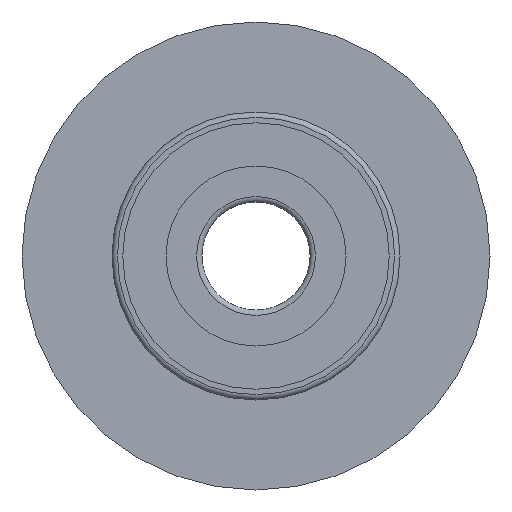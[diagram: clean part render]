
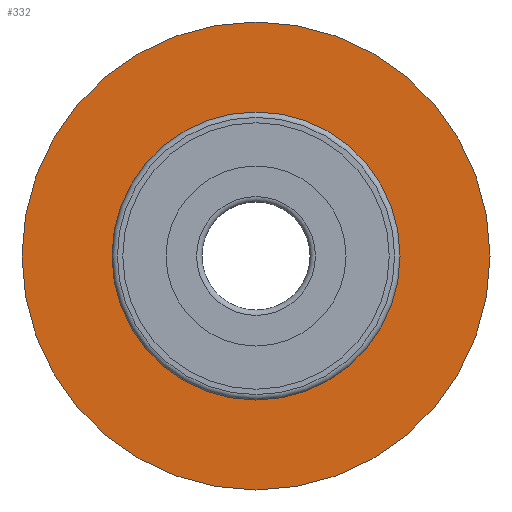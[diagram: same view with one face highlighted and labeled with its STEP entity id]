
A CAD part, left-side view. The second image highlights one B-rep face of the part: STEP entity #332.
In plain terms, the highlighted planar face has unit normal (-1, 0, 0).
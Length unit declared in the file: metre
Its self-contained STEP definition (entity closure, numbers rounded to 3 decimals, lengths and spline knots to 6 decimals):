
#41=PLANE('',#487);
#94=ORIENTED_EDGE('',*,*,#115,.T.);
#95=ORIENTED_EDGE('',*,*,#125,.F.);
#115=EDGE_CURVE('',#143,#143,#171,.T.);
#125=EDGE_CURVE('',#153,#153,#181,.T.);
#143=VERTEX_POINT('',#655);
#153=VERTEX_POINT('',#685);
#171=CIRCLE('',#466,0.0065);
#181=CIRCLE('',#486,0.004);
#234=EDGE_LOOP('',(#94));
#235=EDGE_LOOP('',(#95));
#290=FACE_BOUND('',#234,.T.);
#291=FACE_BOUND('',#235,.T.);
#332=ADVANCED_FACE('',(#290,#291),#41,.F.);
#466=AXIS2_PLACEMENT_3D('',#654,#557,#558);
#486=AXIS2_PLACEMENT_3D('',#684,#597,#598);
#487=AXIS2_PLACEMENT_3D('',#686,#599,#600);
#557=DIRECTION('',(-1.,0.,0.));
#558=DIRECTION('',(0.,0.,1.));
#597=DIRECTION('',(-1.,0.,0.));
#598=DIRECTION('',(0.,0.,1.));
#599=DIRECTION('',(1.,0.,0.));
#600=DIRECTION('',(0.,0.,1.));
#654=CARTESIAN_POINT('',(-0.0045,0.,0.));
#655=CARTESIAN_POINT('',(-0.0045,0.,0.0065));
#684=CARTESIAN_POINT('',(-0.0045,0.,0.));
#685=CARTESIAN_POINT('',(-0.0045,0.,0.004));
#686=CARTESIAN_POINT('',(-0.0045,0.,0.00525));
